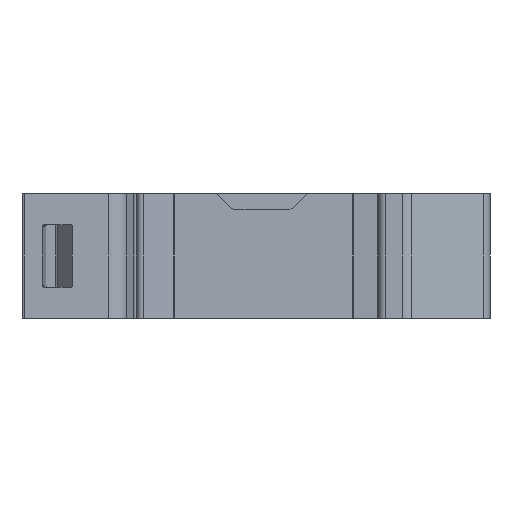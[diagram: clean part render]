
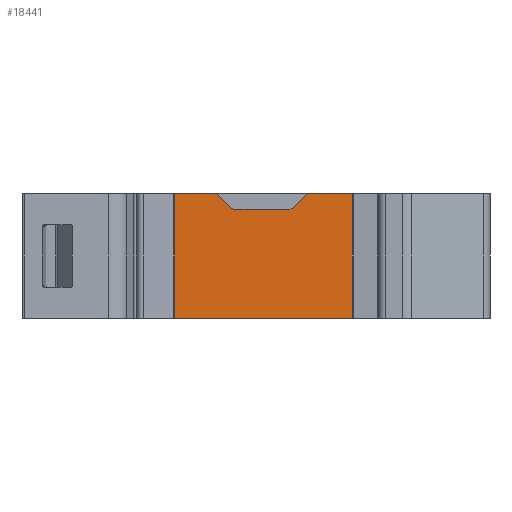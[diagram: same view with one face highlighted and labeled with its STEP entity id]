
A CAD part, front view. The second image highlights one B-rep face of the part: STEP entity #18441.
In plain terms, the highlighted planar face has unit normal (0, -1, 0).
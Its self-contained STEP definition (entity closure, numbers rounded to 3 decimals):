
#4197=DIRECTION('',(0.,0.,-1.));
#4198=VECTOR('',#4197,16.1);
#4199=CARTESIAN_POINT('',(-11.321,0.3,0.));
#4200=LINE('',#4199,#4198);
#4201=DIRECTION('',(0.707,0.,-0.707));
#4202=VECTOR('',#4201,2.414);
#4203=CARTESIAN_POINT('',(-5.9,0.3,0.));
#4204=LINE('',#4203,#4202);
#4205=CARTESIAN_POINT('',(-3.486,0.3,-1.));
#4206=DIRECTION('',(0.,-1.,0.));
#4207=DIRECTION('',(-0.707,0.,-0.707));
#4208=AXIS2_PLACEMENT_3D('',#4205,#4206,#4207);
#4210=DIRECTION('',(1.,0.,0.));
#4211=VECTOR('',#4210,6.972);
#4212=CARTESIAN_POINT('',(-3.486,0.3,-2.));
#4213=LINE('',#4212,#4211);
#4214=CARTESIAN_POINT('',(3.486,0.3,-1.));
#4215=DIRECTION('',(0.,-1.,0.));
#4216=DIRECTION('',(0.,0.,-1.));
#4217=AXIS2_PLACEMENT_3D('',#4214,#4215,#4216);
#4219=DIRECTION('',(0.707,0.,0.707));
#4220=VECTOR('',#4219,2.414);
#4221=CARTESIAN_POINT('',(4.193,0.3,-1.707));
#4222=LINE('',#4221,#4220);
#4223=DIRECTION('',(1.,0.,0.));
#4224=VECTOR('',#4223,5.821);
#4225=CARTESIAN_POINT('',(5.9,0.3,0.));
#4226=LINE('',#4225,#4224);
#4227=DIRECTION('',(0.,0.,-1.));
#4228=VECTOR('',#4227,16.1);
#4229=CARTESIAN_POINT('',(11.721,0.3,0.));
#4230=LINE('',#4229,#4228);
#4231=DIRECTION('',(-1.,0.,0.));
#4232=VECTOR('',#4231,23.042);
#4233=CARTESIAN_POINT('',(11.721,0.3,-16.1));
#4234=LINE('',#4233,#4232);
#4235=DIRECTION('',(1.,0.,0.));
#4236=VECTOR('',#4235,5.421);
#4237=CARTESIAN_POINT('',(-11.321,0.3,0.));
#4238=LINE('',#4237,#4236);
#12279=CARTESIAN_POINT('',(11.721,0.3,0.));
#12280=VERTEX_POINT('',#12279);
#12305=CARTESIAN_POINT('',(11.721,0.3,-16.1));
#12306=VERTEX_POINT('',#12305);
#12309=CARTESIAN_POINT('',(-11.321,0.3,0.));
#12311=VERTEX_POINT('',#12309);
#12345=CARTESIAN_POINT('',(-11.321,0.3,-16.1));
#12347=VERTEX_POINT('',#12345);
#13459=CARTESIAN_POINT('',(-5.9,0.3,0.));
#13461=VERTEX_POINT('',#13459);
#13463=CARTESIAN_POINT('',(5.9,0.3,0.));
#13465=VERTEX_POINT('',#13463);
#13466=CARTESIAN_POINT('',(-4.193,0.3,-1.707));
#13467=VERTEX_POINT('',#13466);
#13468=CARTESIAN_POINT('',(-3.486,0.3,-2.));
#13469=VERTEX_POINT('',#13468);
#13470=CARTESIAN_POINT('',(3.486,0.3,-2.));
#13471=VERTEX_POINT('',#13470);
#13472=CARTESIAN_POINT('',(4.193,0.3,-1.707));
#13473=VERTEX_POINT('',#13472);
#18417=CARTESIAN_POINT('',(11.721,0.3,0.));
#18418=DIRECTION('',(0.,1.,0.));
#18419=DIRECTION('',(-1.,0.,0.));
#18420=AXIS2_PLACEMENT_3D('',#18417,#18418,#18419);
#18421=PLANE('',#18420);
#18423=ORIENTED_EDGE('',*,*,#18422,.T.);
#18425=ORIENTED_EDGE('',*,*,#18424,.T.);
#18427=ORIENTED_EDGE('',*,*,#18426,.T.);
#18429=ORIENTED_EDGE('',*,*,#18428,.T.);
#18431=ORIENTED_EDGE('',*,*,#18430,.T.);
#18432=ORIENTED_EDGE('',*,*,#14562,.T.);
#18434=ORIENTED_EDGE('',*,*,#18433,.T.);
#18436=ORIENTED_EDGE('',*,*,#18435,.T.);
#18437=ORIENTED_EDGE('',*,*,#18409,.F.);
#18438=ORIENTED_EDGE('',*,*,#14220,.T.);
#18439=EDGE_LOOP('',(#18423,#18425,#18427,#18429,#18431,#18432,#18434,#18436,
#18437,#18438));
#18440=FACE_OUTER_BOUND('',#18439,.F.);
#4209=CIRCLE('',#4208,1.);
#4218=CIRCLE('',#4217,1.);
#14220=EDGE_CURVE('',#12311,#13461,#4238,.T.);
#14562=EDGE_CURVE('',#13465,#12280,#4226,.T.);
#18409=EDGE_CURVE('',#12311,#12347,#4200,.T.);
#18422=EDGE_CURVE('',#13461,#13467,#4204,.T.);
#18424=EDGE_CURVE('',#13467,#13469,#4209,.T.);
#18426=EDGE_CURVE('',#13469,#13471,#4213,.T.);
#18428=EDGE_CURVE('',#13471,#13473,#4218,.T.);
#18430=EDGE_CURVE('',#13473,#13465,#4222,.T.);
#18433=EDGE_CURVE('',#12280,#12306,#4230,.T.);
#18435=EDGE_CURVE('',#12306,#12347,#4234,.T.);
#18441=ADVANCED_FACE('',(#18440),#18421,.F.);
